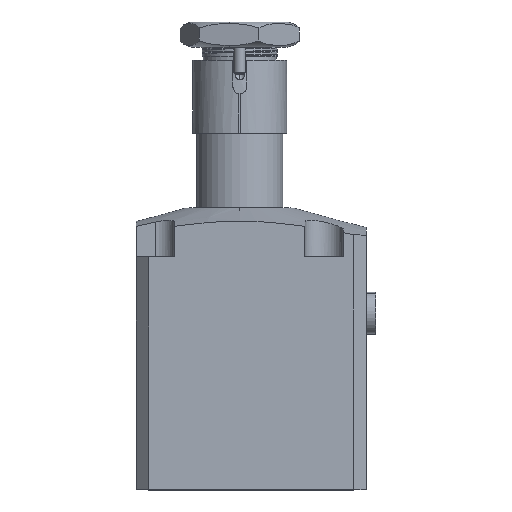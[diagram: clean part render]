
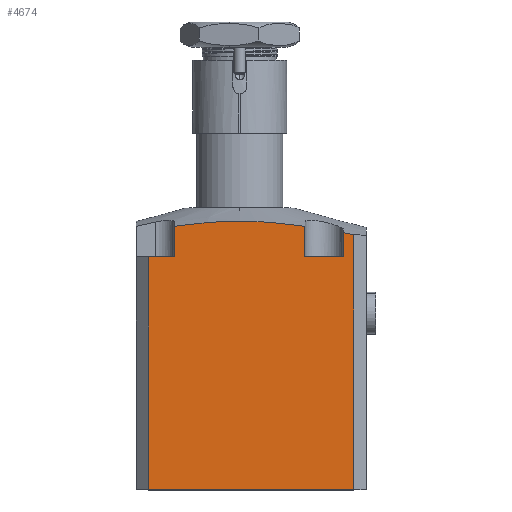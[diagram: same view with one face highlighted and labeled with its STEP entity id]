
A CAD part, top view. The second image highlights one B-rep face of the part: STEP entity #4674.
In plain terms, the highlighted planar face has unit normal (0, 0, 1).
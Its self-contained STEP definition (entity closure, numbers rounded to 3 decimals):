
#56 = ORIENTED_EDGE ( 'NONE', *, *, #920, .T. ) ;
#70 = CARTESIAN_POINT ( 'NONE',  ( -47.5, -30.835, 54. ) ) ;
#112 = LINE ( 'NONE', #1330, #3886 ) ;
#121 = CARTESIAN_POINT ( 'NONE',  ( -34., -152.335, 54. ) ) ;
#236 = CARTESIAN_POINT ( 'NONE',  ( 34., -14.931, 54. ) ) ;
#276 = VERTEX_POINT ( 'NONE', #70 ) ;
#313 = EDGE_CURVE ( 'NONE', #2509, #3103, #1117, .T. ) ;
#331 = CARTESIAN_POINT ( 'NONE',  ( 11.316, -12.545, 54. ) ) ;
#656 = CARTESIAN_POINT ( 'NONE',  ( 59.5, -19.363, 54. ) ) ;
#662 = VECTOR ( 'NONE', #4190, 1000. ) ;
#665 = DIRECTION ( 'NONE',  ( 1., 0., 0. ) ) ;
#729 = VERTEX_POINT ( 'NONE', #2260 ) ;
#920 = EDGE_CURVE ( 'NONE', #1964, #3294, #6742, .T. ) ;
#1023 = DIRECTION ( 'NONE',  ( 0., -1., 0. ) ) ;
#1043 = LINE ( 'NONE', #1249, #2144 ) ;
#1117 = LINE ( 'NONE', #121, #2223 ) ;
#1145 = EDGE_CURVE ( 'NONE', #3294, #3103, #3557, .T. ) ;
#1183 = ORIENTED_EDGE ( 'NONE', *, *, #313, .F. ) ;
#1249 = CARTESIAN_POINT ( 'NONE',  ( -54., -30.835, 54. ) ) ;
#1261 = CARTESIAN_POINT ( 'NONE',  ( 54., -18.296, 54. ) ) ;
#1263 = DIRECTION ( 'NONE',  ( -1., 0., 0. ) ) ;
#1310 = DIRECTION ( 'NONE',  ( 0., 1., 0. ) ) ;
#1330 = CARTESIAN_POINT ( 'NONE',  ( 59.5, -152.335, 54. ) ) ;
#1607 = EDGE_CURVE ( 'NONE', #2936, #729, #112, .T. ) ;
#1660 = CARTESIAN_POINT ( 'NONE',  ( -47.5, -152.335, 54. ) ) ;
#1696 = CARTESIAN_POINT ( 'NONE',  ( 0., -12.302, 54. ) ) ;
#1964 = VERTEX_POINT ( 'NONE', #4911 ) ;
#2125 = CARTESIAN_POINT ( 'NONE',  ( -34., -14.931, 54. ) ) ;
#2135 = EDGE_CURVE ( 'NONE', #2930, #6783, #3001, .T. ) ;
#2144 = VECTOR ( 'NONE', #1263, 1000. ) ;
#2223 = VECTOR ( 'NONE', #5603, 1000. ) ;
#2260 = CARTESIAN_POINT ( 'NONE',  ( 59.5, -19.363, 54. ) ) ;
#2310 = FACE_OUTER_BOUND ( 'NONE', #5414, .T. ) ;
#2374 = DIRECTION ( 'NONE',  ( 0., 1., 0. ) ) ;
#2432 = CARTESIAN_POINT ( 'NONE',  ( 59.5, -152.335, 54. ) ) ;
#2433 = ORIENTED_EDGE ( 'NONE', *, *, #6887, .T. ) ;
#2494 = CARTESIAN_POINT ( 'NONE',  ( 34., -30.835, 54. ) ) ;
#2509 = VERTEX_POINT ( 'NONE', #2684 ) ;
#2573 = AXIS2_PLACEMENT_3D ( 'NONE', #4725, #6857, #6917 ) ;
#2614 = CARTESIAN_POINT ( 'NONE',  ( -28.348, -14.124, 54. ) ) ;
#2683 = CARTESIAN_POINT ( 'NONE',  ( -22.69, -13.461, 54. ) ) ;
#2684 = CARTESIAN_POINT ( 'NONE',  ( -34., -30.835, 54. ) ) ;
#2792 = EDGE_CURVE ( 'NONE', #2930, #6433, #1043, .T. ) ;
#2829 = ORIENTED_EDGE ( 'NONE', *, *, #2135, .F. ) ;
#2930 = VERTEX_POINT ( 'NONE', #5724 ) ;
#2936 = VERTEX_POINT ( 'NONE', #2432 ) ;
#3001 = LINE ( 'NONE', #6692, #4653 ) ;
#3103 = VERTEX_POINT ( 'NONE', #6043 ) ;
#3294 = VERTEX_POINT ( 'NONE', #1696 ) ;
#3338 = CARTESIAN_POINT ( 'NONE',  ( -54., -152.335, 54. ) ) ;
#3557 = B_SPLINE_CURVE_WITH_KNOTS ( 'NONE', 3,
 ( #5908, #5392, #6442, #2683, #2614, #2125 ),
 .UNSPECIFIED., .F., .F.,
 ( 4, 2, 4 ),
 ( 0.252, 0.269, 0.286 ),
 .UNSPECIFIED. ) ;
#3740 = VERTEX_POINT ( 'NONE', #1660 ) ;
#3886 = VECTOR ( 'NONE', #1310, 1000. ) ;
#3904 = EDGE_CURVE ( 'NONE', #729, #6783, #4667, .T. ) ;
#3982 = ORIENTED_EDGE ( 'NONE', *, *, #6579, .T. ) ;
#4010 = CARTESIAN_POINT ( 'NONE',  ( 55.835, -18.643, 54. ) ) ;
#4088 = CARTESIAN_POINT ( 'NONE',  ( 31.175, -14.528, 54. ) ) ;
#4190 = DIRECTION ( 'NONE',  ( -1., 0., 0. ) ) ;
#4207 = LINE ( 'NONE', #4450, #5837 ) ;
#4230 = CARTESIAN_POINT ( 'NONE',  ( 19.823, -13.229, 54. ) ) ;
#4245 = EDGE_CURVE ( 'NONE', #1964, #6433, #6541, .T. ) ;
#4411 = EDGE_CURVE ( 'NONE', #276, #3740, #4207, .T. ) ;
#4450 = CARTESIAN_POINT ( 'NONE',  ( -47.5, -152.335, 54. ) ) ;
#4559 = VECTOR ( 'NONE', #1023, 1000. ) ;
#4653 = VECTOR ( 'NONE', #2374, 1000. ) ;
#4667 = B_SPLINE_CURVE_WITH_KNOTS ( 'NONE', 3,
 ( #656, #5036, #4010, #1261 ),
 .UNSPECIFIED., .F., .F.,
 ( 4, 4 ),
 ( 0.192, 0.197 ),
 .UNSPECIFIED. ) ;
#4674 = ADVANCED_FACE ( 'NONE', ( #2310 ), #6813, .T. ) ;
#4725 = CARTESIAN_POINT ( 'NONE',  ( -54., -152.335, 54. ) ) ;
#4911 = CARTESIAN_POINT ( 'NONE',  ( 34., -14.931, 54. ) ) ;
#5000 = ORIENTED_EDGE ( 'NONE', *, *, #4411, .T. ) ;
#5036 = CARTESIAN_POINT ( 'NONE',  ( 57.668, -18.999, 54. ) ) ;
#5060 = ORIENTED_EDGE ( 'NONE', *, *, #1145, .T. ) ;
#5181 = CARTESIAN_POINT ( 'NONE',  ( 22.661, -13.51, 54. ) ) ;
#5236 = CARTESIAN_POINT ( 'NONE',  ( 34., -152.335, 54. ) ) ;
#5251 = CARTESIAN_POINT ( 'NONE',  ( 0., -12.302, 54. ) ) ;
#5392 = CARTESIAN_POINT ( 'NONE',  ( -5.684, -12.302, 54. ) ) ;
#5414 = EDGE_LOOP ( 'NONE', ( #3982, #5506, #6182, #2829, #6284, #6083, #56, #5060, #1183, #2433, #5000 ) ) ;
#5461 = LINE ( 'NONE', #6837, #662 ) ;
#5506 = ORIENTED_EDGE ( 'NONE', *, *, #1607, .T. ) ;
#5603 = DIRECTION ( 'NONE',  ( 0., 1., 0. ) ) ;
#5724 = CARTESIAN_POINT ( 'NONE',  ( 54., -30.835, 54. ) ) ;
#5837 = VECTOR ( 'NONE', #6033, 1000. ) ;
#5908 = CARTESIAN_POINT ( 'NONE',  ( 0., -12.302, 54. ) ) ;
#6033 = DIRECTION ( 'NONE',  ( 0., -1., 0. ) ) ;
#6043 = CARTESIAN_POINT ( 'NONE',  ( -34., -14.931, 54. ) ) ;
#6083 = ORIENTED_EDGE ( 'NONE', *, *, #4245, .F. ) ;
#6182 = ORIENTED_EDGE ( 'NONE', *, *, #3904, .T. ) ;
#6284 = ORIENTED_EDGE ( 'NONE', *, *, #2792, .T. ) ;
#6290 = CARTESIAN_POINT ( 'NONE',  ( 28.34, -14.159, 54. ) ) ;
#6433 = VERTEX_POINT ( 'NONE', #2494 ) ;
#6442 = CARTESIAN_POINT ( 'NONE',  ( -11.358, -12.548, 54. ) ) ;
#6541 = LINE ( 'NONE', #5236, #4559 ) ;
#6579 = EDGE_CURVE ( 'NONE', #3740, #2936, #6617, .T. ) ;
#6617 = LINE ( 'NONE', #3338, #7005 ) ;
#6692 = CARTESIAN_POINT ( 'NONE',  ( 54., -152.335, 54. ) ) ;
#6742 = B_SPLINE_CURVE_WITH_KNOTS ( 'NONE', 3,
 ( #236, #4088, #6290, #5181, #4230, #331, #6930, #5251 ),
 .UNSPECIFIED., .F., .F.,
 ( 4, 2, 2, 4 ),
 ( 0.218, 0.226, 0.235, 0.252 ),
 .UNSPECIFIED. ) ;
#6783 = VERTEX_POINT ( 'NONE', #6793 ) ;
#6793 = CARTESIAN_POINT ( 'NONE',  ( 54., -18.296, 54. ) ) ;
#6813 = PLANE ( 'NONE',  #2573 ) ;
#6837 = CARTESIAN_POINT ( 'NONE',  ( -54., -30.835, 54. ) ) ;
#6857 = DIRECTION ( 'NONE',  ( 0., 0., 1. ) ) ;
#6887 = EDGE_CURVE ( 'NONE', #2509, #276, #5461, .T. ) ;
#6917 = DIRECTION ( 'NONE',  ( 1., 0., 0. ) ) ;
#6930 = CARTESIAN_POINT ( 'NONE',  ( 5.653, -12.302, 54. ) ) ;
#7005 = VECTOR ( 'NONE', #665, 1000. ) ;
